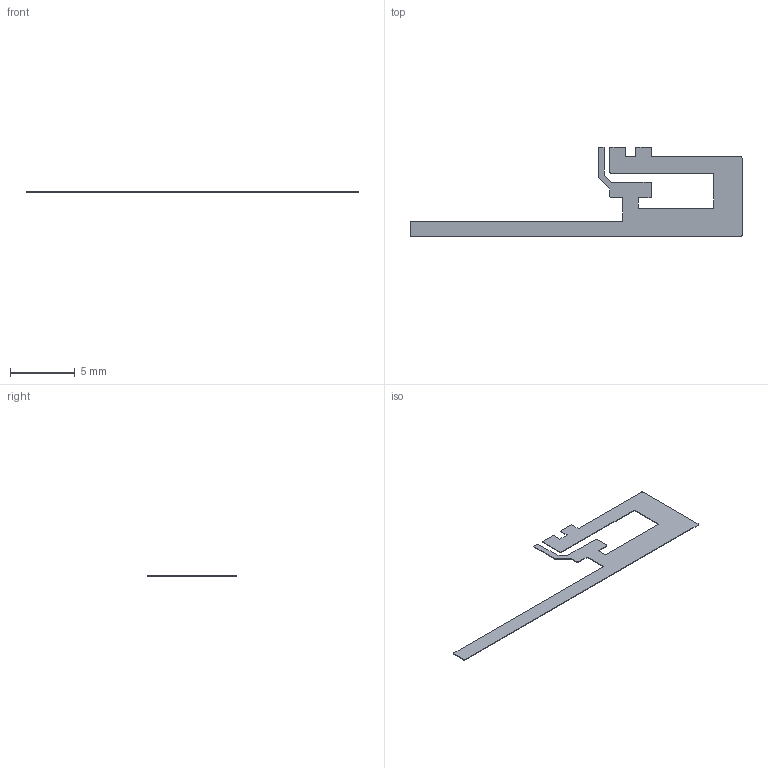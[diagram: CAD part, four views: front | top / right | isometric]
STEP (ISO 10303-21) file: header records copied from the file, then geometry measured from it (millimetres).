
FILE_DESCRIPTION (( 'STEP AP214' ), '1' );
FILE_NAME ('Äåòàëü35.STEP', '2018-06-16T11:42:11', ( '' ), ( '' ), 'SwSTEP 2.0', 'SolidWorks 2018', '' );
FILE_SCHEMA (( 'AUTOMOTIVE_DESIGN' ));
Length unit declared in the file: millimetre
Products named in the file (1): 櫻蠉錪35
Bounding box: 25.58 x 6.91 x 0.05 mm (x, y, z)
Volume: 3.4 mm3; surface area: 139.1 mm2
Topology: 1 solids, 1 shells, 39 faces, 111 edges, 74 vertices
Faces by surface type: plane 29, cylinder 10
Entity records: 1299 total; most frequent: CARTESIAN_POINT 225, ORIENTED_EDGE 222, DIRECTION 211, EDGE_CURVE 111, LINE 91, VECTOR 91, VERTEX_POINT 74, AXIS2_PLACEMENT_3D 60
